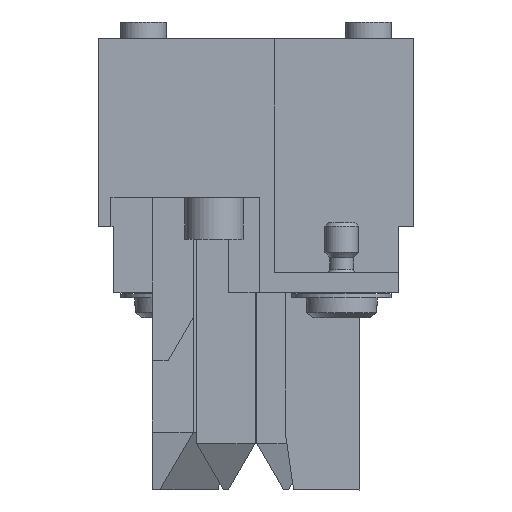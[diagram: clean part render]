
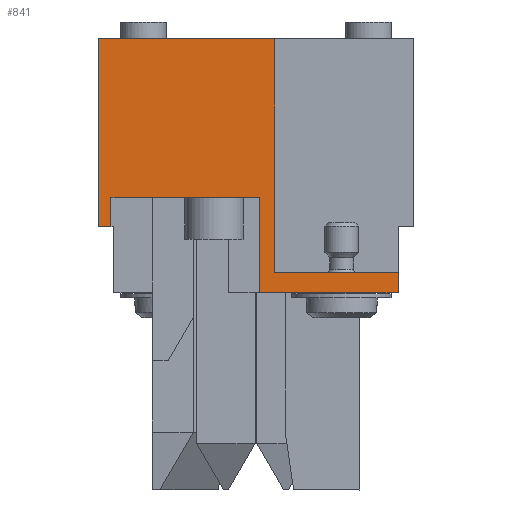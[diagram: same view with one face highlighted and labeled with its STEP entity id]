
A CAD part, left-side view. The second image highlights one B-rep face of the part: STEP entity #841.
In plain terms, the highlighted planar face has unit normal (-1, 0, 0).
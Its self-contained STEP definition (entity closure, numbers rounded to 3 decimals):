
#324=FACE_OUTER_BOUND('',#3118,.T.);
#841=ADVANCED_FACE('',(#324),#1325,.F.);
#1325=PLANE('',#8563);
#1651=LINE('',#12260,#2215);
#1664=LINE('',#12287,#2228);
#1743=LINE('',#12472,#2307);
#1754=LINE('',#12502,#2318);
#1764=LINE('',#12521,#2328);
#1767=LINE('',#12527,#2331);
#1768=LINE('',#12528,#2332);
#1769=LINE('',#12529,#2333);
#1770=LINE('',#12530,#2334);
#1771=LINE('',#12532,#2335);
#2215=VECTOR('',#9040,1.);
#2228=VECTOR('',#9055,1.);
#2307=VECTOR('',#9198,1.);
#2318=VECTOR('',#9219,1.);
#2328=VECTOR('',#9235,1.);
#2331=VECTOR('',#9240,1.);
#2332=VECTOR('',#9241,1.);
#2333=VECTOR('',#9242,1.);
#2334=VECTOR('',#9243,1.);
#2335=VECTOR('',#9244,1.);
#3118=EDGE_LOOP('',(#4045,#4046,#4047,#4048,#4049,#4050,#4051,#4052,#4053,
#4054));
#4045=ORIENTED_EDGE('',*,*,#7132,.T.);
#4046=ORIENTED_EDGE('',*,*,#7119,.F.);
#4047=ORIENTED_EDGE('',*,*,#7133,.F.);
#4048=ORIENTED_EDGE('',*,*,#7129,.T.);
#4049=ORIENTED_EDGE('',*,*,#7134,.T.);
#4050=ORIENTED_EDGE('',*,*,#7011,.T.);
#4051=ORIENTED_EDGE('',*,*,#7135,.F.);
#4052=ORIENTED_EDGE('',*,*,#7136,.F.);
#4053=ORIENTED_EDGE('',*,*,#7104,.T.);
#4054=ORIENTED_EDGE('',*,*,#6998,.F.);
#6206=VERTEX_POINT('',#12259);
#6207=VERTEX_POINT('',#12261);
#6219=VERTEX_POINT('',#12286);
#6220=VERTEX_POINT('',#12288);
#6294=VERTEX_POINT('',#12473);
#6308=VERTEX_POINT('',#12503);
#6309=VERTEX_POINT('',#12504);
#6313=VERTEX_POINT('',#12520);
#6314=VERTEX_POINT('',#12522);
#6316=VERTEX_POINT('',#12531);
#6998=EDGE_CURVE('',#6206,#6207,#1651,.T.);
#7011=EDGE_CURVE('',#6220,#6219,#1664,.T.);
#7104=EDGE_CURVE('',#6294,#6207,#1743,.T.);
#7119=EDGE_CURVE('',#6308,#6309,#1754,.T.);
#7129=EDGE_CURVE('',#6314,#6313,#1764,.T.);
#7132=EDGE_CURVE('',#6206,#6309,#1767,.T.);
#7133=EDGE_CURVE('',#6314,#6308,#1768,.T.);
#7134=EDGE_CURVE('',#6313,#6220,#1769,.T.);
#7135=EDGE_CURVE('',#6316,#6219,#1770,.T.);
#7136=EDGE_CURVE('',#6294,#6316,#1771,.T.);
#8563=AXIS2_PLACEMENT_3D('',#12533,#9245,#9246);
#9040=DIRECTION('',(0.,0.,-1.));
#9055=DIRECTION('',(0.,0.,1.));
#9198=DIRECTION('',(0.,-1.,0.));
#9219=DIRECTION('',(0.,0.,-1.));
#9235=DIRECTION('',(0.,0.,-1.));
#9240=DIRECTION('',(0.,1.,0.));
#9241=DIRECTION('',(0.,-1.,0.));
#9242=DIRECTION('',(0.,-1.,0.));
#9243=DIRECTION('',(0.,1.,0.));
#9244=DIRECTION('',(0.,0.,1.));
#9245=DIRECTION('',(1.,0.,0.));
#9246=DIRECTION('',(0.,0.,-1.));
#12259=CARTESIAN_POINT('',(-113.579,-37.492,-64.597));
#12260=CARTESIAN_POINT('',(-113.579,-37.492,-64.597));
#12261=CARTESIAN_POINT('',(-113.579,-37.492,-66.997));
#12286=CARTESIAN_POINT('',(-113.579,-3.142,-55.597));
#12287=CARTESIAN_POINT('',(-113.579,-3.142,-59.097));
#12288=CARTESIAN_POINT('',(-113.579,-3.142,-59.097));
#12472=CARTESIAN_POINT('',(-113.579,-20.892,-66.997));
#12473=CARTESIAN_POINT('',(-113.579,-20.892,-66.997));
#12502=CARTESIAN_POINT('',(-113.579,-22.742,-36.597));
#12503=CARTESIAN_POINT('',(-113.579,-22.742,-36.597));
#12504=CARTESIAN_POINT('',(-113.579,-22.742,-64.597));
#12520=CARTESIAN_POINT('',(-113.579,-1.642,-59.097));
#12521=CARTESIAN_POINT('',(-113.579,-1.642,-36.597));
#12522=CARTESIAN_POINT('',(-113.579,-1.642,-36.597));
#12527=CARTESIAN_POINT('',(-113.579,-37.492,-64.597));
#12528=CARTESIAN_POINT('',(-113.579,-1.642,-36.597));
#12529=CARTESIAN_POINT('',(-113.579,-1.642,-59.097));
#12530=CARTESIAN_POINT('',(-113.579,-3.492,-55.597));
#12531=CARTESIAN_POINT('',(-113.579,-20.892,-55.597));
#12532=CARTESIAN_POINT('',(-113.579,-20.892,-66.997));
#12533=CARTESIAN_POINT('',(-113.579,-1.642,-36.597));
